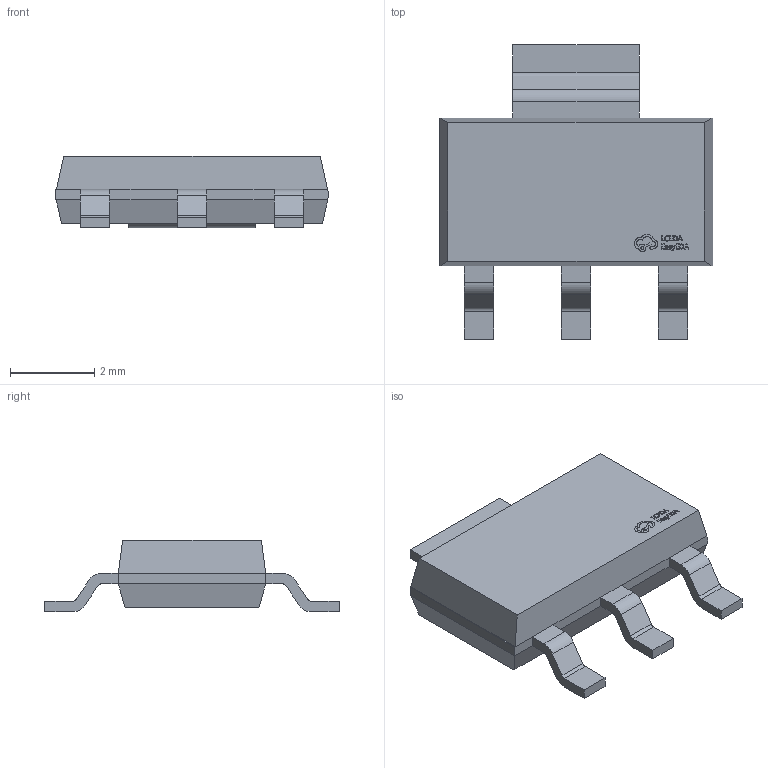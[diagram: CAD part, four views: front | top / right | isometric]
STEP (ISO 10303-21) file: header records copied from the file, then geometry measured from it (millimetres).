
FILE_DESCRIPTION (( 'STEP AP214' ), '1' );
FILE_NAME ('SOT-223-4_L6.5-W3.5-P2.30-LS7.0-BL.step', '2022-07-26T10:59:20', ( '' ), ( '' ), 'SwSTEP 2.0', 'SolidWorks 2020', '' );
FILE_SCHEMA (( 'AUTOMOTIVE_DESIGN' ));
Length unit declared in the file: millimetre
Products named in the file (1): SOT-223-4_L6.5-W3.5-P2.30-LS7.0-BL
Bounding box: 6.5 x 7 x 1.7 mm (x, y, z)
Volume: 37 mm3; surface area: 97.8 mm2
Topology: 14 solids, 14 shells, 362 faces, 961 edges, 634 vertices
Faces by surface type: plane 232, bspline 114, cylinder 16
Entity records: 16072 total; most frequent: CARTESIAN_POINT 4320, ORIENTED_EDGE 1922, DIRECTION 1259, EDGE_CURVE 961, VECTOR 697, LINE 697, VERTEX_POINT 634, EDGE_LOOP 381
